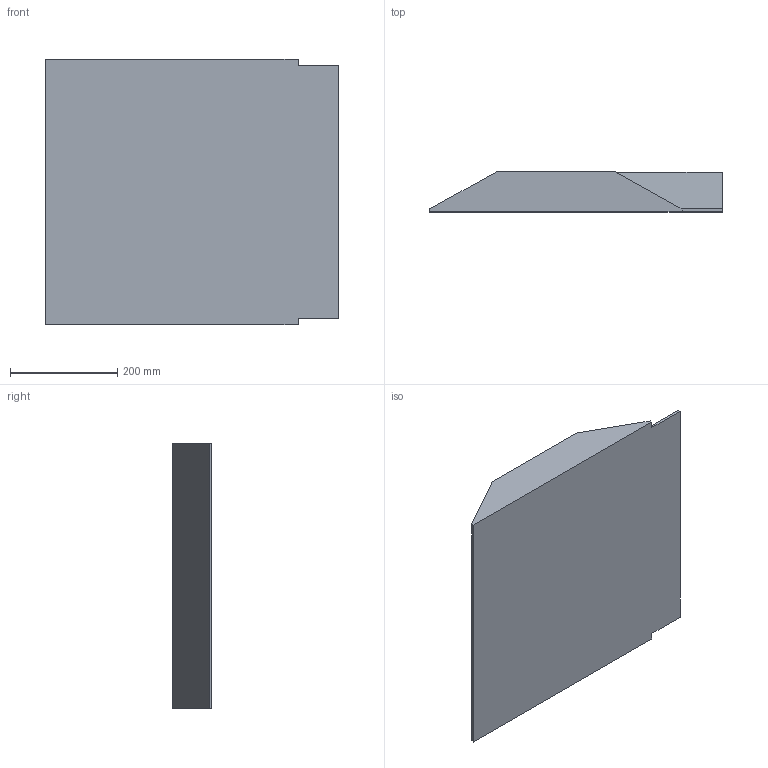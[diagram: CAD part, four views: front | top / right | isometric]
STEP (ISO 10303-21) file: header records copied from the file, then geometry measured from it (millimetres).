
FILE_DESCRIPTION (( 'STEP AP214' ), '1' );
FILE_NAME ('RL3-55-T.STEP', '2024-09-21T21:11:37', ( '' ), ( '' ), 'SwSTEP 2.0', 'SolidWorks 2024', '' );
FILE_SCHEMA (( 'AUTOMOTIVE_DESIGN' ));
Length unit declared in the file: millimetre
Products named in the file (1): RL3-55-T
Bounding box: 545 x 74 x 495 mm (x, y, z)
Volume: 16192077.5 mm3; surface area: 648088.7 mm2
Topology: 1 solids, 1 shells, 107 faces, 286 edges, 190 vertices
Faces by surface type: plane 74, bspline 33
Entity records: 5081 total; most frequent: CARTESIAN_POINT 2609, ORIENTED_EDGE 572, DIRECTION 370, EDGE_CURVE 286, VECTOR 220, LINE 220, VERTEX_POINT 190, EDGE_LOOP 116
